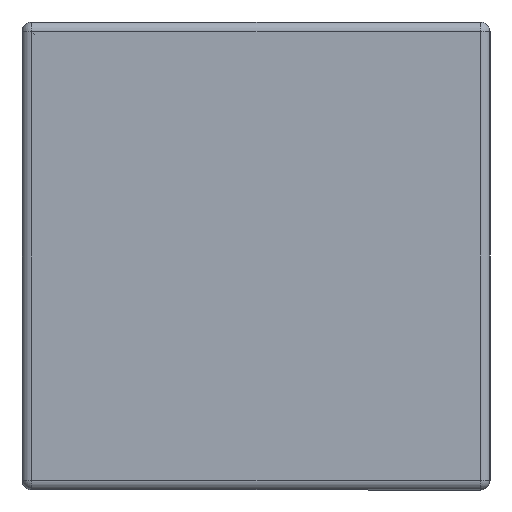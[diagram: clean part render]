
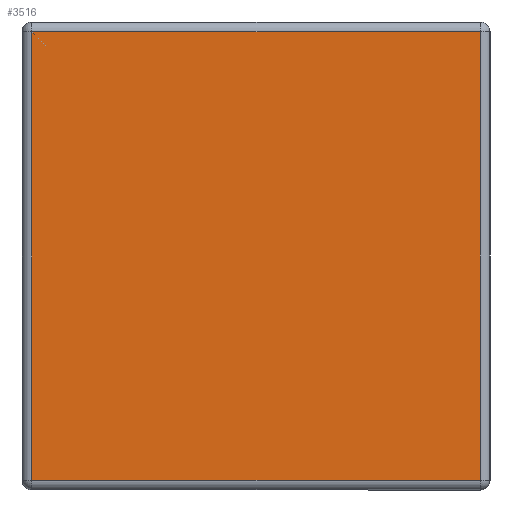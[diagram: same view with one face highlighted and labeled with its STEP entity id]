
A CAD part, left-side view. The second image highlights one B-rep face of the part: STEP entity #3516.
In plain terms, the highlighted planar face has unit normal (-1, 0, 0).
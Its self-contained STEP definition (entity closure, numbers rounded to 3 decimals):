
#33 = EDGE_CURVE ( 'NONE', #3013, #3158, #4366, .T. ) ;
#47 = AXIS2_PLACEMENT_3D ( 'NONE', #2523, #2920, #3647 ) ;
#290 = ORIENTED_EDGE ( 'NONE', *, *, #4569, .T. ) ;
#561 = EDGE_LOOP ( 'NONE', ( #290, #2075, #3680, #3973 ) ) ;
#643 = VERTEX_POINT ( 'NONE', #4216 ) ;
#935 = FACE_OUTER_BOUND ( 'NONE', #561, .T. ) ;
#1055 = CARTESIAN_POINT ( 'NONE',  ( 0., 0.93, -0.93 ) ) ;
#1232 = DIRECTION ( 'NONE',  ( 0., -1., 0. ) ) ;
#1380 = CARTESIAN_POINT ( 'NONE',  ( 0., 0.95, -0.02 ) ) ;
#1618 = CARTESIAN_POINT ( 'NONE',  ( 0., 0.93, -0.02 ) ) ;
#1902 = CARTESIAN_POINT ( 'NONE',  ( 0., 0.02, -0.93 ) ) ;
#1947 = EDGE_CURVE ( 'NONE', #4036, #643, #4377, .T. ) ;
#1965 = VECTOR ( 'NONE', #1232, 1000. ) ;
#2075 = ORIENTED_EDGE ( 'NONE', *, *, #1947, .T. ) ;
#2414 = CARTESIAN_POINT ( 'NONE',  ( 0., 0.93, -0.95 ) ) ;
#2448 = DIRECTION ( 'NONE',  ( 0., 0., -1. ) ) ;
#2523 = CARTESIAN_POINT ( 'NONE',  ( 0., 0., 0. ) ) ;
#2643 = EDGE_CURVE ( 'NONE', #643, #3013, #2937, .T. ) ;
#2691 = DIRECTION ( 'NONE',  ( 0., 0., 1. ) ) ;
#2825 = DIRECTION ( 'NONE',  ( 0., 1., 0. ) ) ;
#2920 = DIRECTION ( 'NONE',  ( -1., 0., 0. ) ) ;
#2937 = LINE ( 'NONE', #1380, #3849 ) ;
#3013 = VERTEX_POINT ( 'NONE', #1618 ) ;
#3158 = VERTEX_POINT ( 'NONE', #1055 ) ;
#3293 = PLANE ( 'NONE',  #47 ) ;
#3370 = VECTOR ( 'NONE', #2448, 1000. ) ;
#3418 = LINE ( 'NONE', #3727, #1965 ) ;
#3449 = CARTESIAN_POINT ( 'NONE',  ( 0., 0.02, 0. ) ) ;
#3516 = ADVANCED_FACE ( 'NONE', ( #935 ), #3293, .T. ) ;
#3647 = DIRECTION ( 'NONE',  ( 0., 0., 1. ) ) ;
#3680 = ORIENTED_EDGE ( 'NONE', *, *, #2643, .T. ) ;
#3727 = CARTESIAN_POINT ( 'NONE',  ( 0., 0., -0.93 ) ) ;
#3849 = VECTOR ( 'NONE', #2825, 1000. ) ;
#3973 = ORIENTED_EDGE ( 'NONE', *, *, #33, .T. ) ;
#4036 = VERTEX_POINT ( 'NONE', #1902 ) ;
#4149 = VECTOR ( 'NONE', #2691, 1000. ) ;
#4216 = CARTESIAN_POINT ( 'NONE',  ( 0., 0.02, -0.02 ) ) ;
#4366 = LINE ( 'NONE', #2414, #3370 ) ;
#4377 = LINE ( 'NONE', #3449, #4149 ) ;
#4569 = EDGE_CURVE ( 'NONE', #3158, #4036, #3418, .T. ) ;
